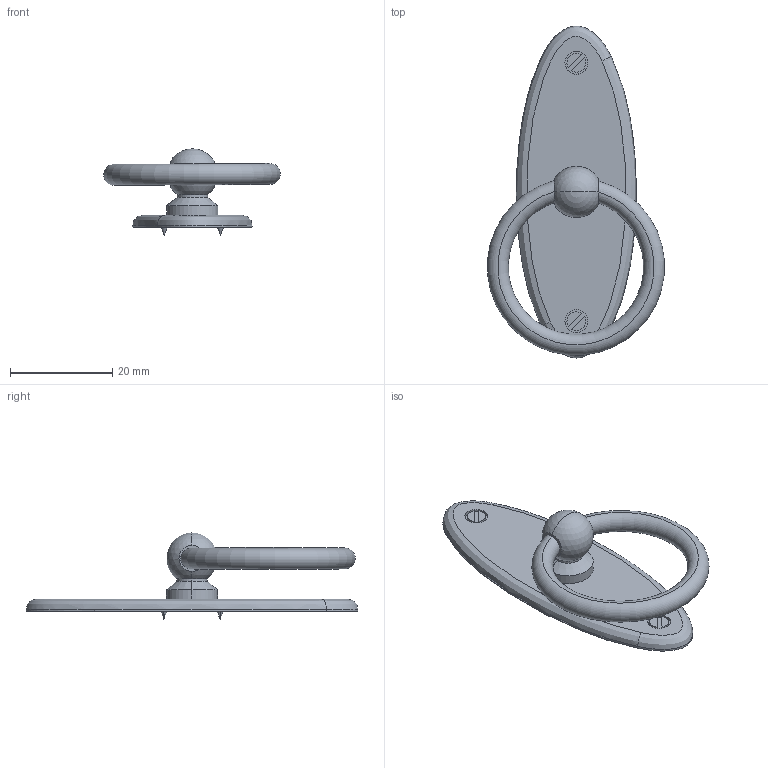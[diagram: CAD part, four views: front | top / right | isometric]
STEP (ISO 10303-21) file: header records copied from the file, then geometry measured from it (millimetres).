
FILE_DESCRIPTION(('Creo Elements/Direct Modeling STEP Export'),'2;1');
FILE_NAME('2127-65.stp','2024-09-16T10:47:02',(''),(''),'Creo Elements/Direct Modeling STEP processor for AP214 (Solid Model)','Creo Elements/Direct Modeling 20.0 12-Nov-2016 (C) Parametric Technology GmbH','');
FILE_SCHEMA(('AUTOMOTIVE_DESIGN { 1 0 10303 214 1 1 1 1 }'));
Length unit declared in the file: millimetre
Products named in the file (4): Ring; Knopf; Grundplatte; 2127-65
Assembly tree (3 placements, depth 2):
  2127-65
    Grundplatte
    Knopf
    Ring
Bounding box: 34.6 x 65 x 16.9 mm (x, y, z)
Volume: 3288.5 mm3; surface area: 4795.6 mm2
Topology: 3 solids, 3 shells, 433 faces, 1186 edges, 778 vertices
Faces by surface type: plane 343, cylinder 64, cone 14, extrusion 4, bspline 4, sphere 2, torus 2
Entity records: 21474 total; most frequent: CARTESIAN_POINT 10646, ORIENTED_EDGE 2348, DIRECTION 2036, EDGE_CURVE 1174, VECTOR 952, LINE 948, VERTEX_POINT 778, AXIS2_PLACEMENT_3D 542
